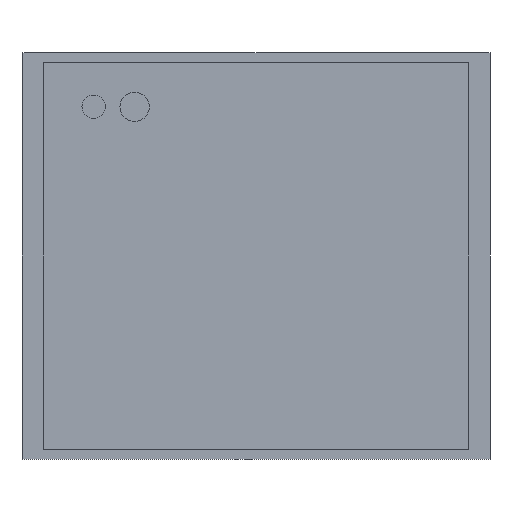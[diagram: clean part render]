
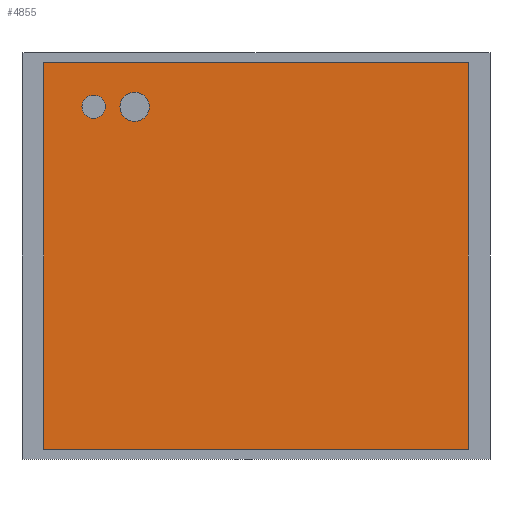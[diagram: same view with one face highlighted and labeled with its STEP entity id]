
A CAD part, front view. The second image highlights one B-rep face of the part: STEP entity #4855.
In plain terms, the highlighted planar face has unit normal (0, -1, 0).
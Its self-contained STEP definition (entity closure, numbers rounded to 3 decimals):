
#45=FACE_BOUND('',#465,.T.);
#46=FACE_BOUND('',#466,.T.);
#57=CIRCLE('',#5187,20.);
#59=CIRCLE('',#5191,25.);
#165=FACE_OUTER_BOUND('',#464,.T.);
#464=EDGE_LOOP('',(#3285,#3286,#3287,#3288));
#465=EDGE_LOOP('',(#3289));
#466=EDGE_LOOP('',(#3290));
#790=LINE('',#6932,#1438);
#792=LINE('',#6936,#1440);
#794=LINE('',#6940,#1442);
#796=LINE('',#6943,#1444);
#1438=VECTOR('',#5609,10.);
#1440=VECTOR('',#5613,10.);
#1442=VECTOR('',#5617,10.);
#1444=VECTOR('',#5621,10.);
#2052=VERTEX_POINT('',#6858);
#2054=VERTEX_POINT('',#6865);
#2075=VERTEX_POINT('',#6929);
#2076=VERTEX_POINT('',#6931);
#2077=VERTEX_POINT('',#6935);
#2078=VERTEX_POINT('',#6939);
#2513=EDGE_CURVE('',#2052,#2052,#57,.T.);
#2516=EDGE_CURVE('',#2054,#2054,#59,.T.);
#2546=EDGE_CURVE('',#2076,#2075,#790,.T.);
#2548=EDGE_CURVE('',#2077,#2076,#792,.T.);
#2550=EDGE_CURVE('',#2078,#2077,#794,.T.);
#2552=EDGE_CURVE('',#2075,#2078,#796,.T.);
#3285=ORIENTED_EDGE('',*,*,#2552,.T.);
#3286=ORIENTED_EDGE('',*,*,#2550,.T.);
#3287=ORIENTED_EDGE('',*,*,#2548,.T.);
#3288=ORIENTED_EDGE('',*,*,#2546,.T.);
#3289=ORIENTED_EDGE('',*,*,#2513,.T.);
#3290=ORIENTED_EDGE('',*,*,#2516,.T.);
#4574=PLANE('',#5208);
#4855=ADVANCED_FACE('',(#165,#45,#46),#4574,.T.);
#5187=AXIS2_PLACEMENT_3D('',#6860,#5543,#5544);
#5191=AXIS2_PLACEMENT_3D('',#6867,#5552,#5553);
#5208=AXIS2_PLACEMENT_3D('',#6944,#5622,#5623);
#5543=DIRECTION('center_axis',(0.,1.,0.));
#5544=DIRECTION('ref_axis',(1.,0.,0.));
#5552=DIRECTION('center_axis',(0.,1.,0.));
#5553=DIRECTION('ref_axis',(1.,0.,0.));
#5609=DIRECTION('',(0.,0.,-1.));
#5613=DIRECTION('',(-1.,0.,0.));
#5617=DIRECTION('',(0.,0.,1.));
#5621=DIRECTION('',(1.,0.,0.));
#5622=DIRECTION('center_axis',(0.,-1.,0.));
#5623=DIRECTION('ref_axis',(0.,0.,-1.));
#6858=CARTESIAN_POINT('',(-297.5,-370.,255.));
#6860=CARTESIAN_POINT('Origin',(-277.5,-370.,255.));
#6865=CARTESIAN_POINT('',(-232.5,-370.,255.));
#6867=CARTESIAN_POINT('Origin',(-207.5,-370.,255.));
#6929=CARTESIAN_POINT('',(-362.5,-370.,-330.));
#6931=CARTESIAN_POINT('',(-362.5,-370.,330.));
#6932=CARTESIAN_POINT('',(-362.5,-370.,-330.));
#6935=CARTESIAN_POINT('',(362.5,-370.,330.));
#6936=CARTESIAN_POINT('',(-362.5,-370.,330.));
#6939=CARTESIAN_POINT('',(362.5,-370.,-330.));
#6940=CARTESIAN_POINT('',(362.5,-370.,330.));
#6943=CARTESIAN_POINT('',(362.5,-370.,-330.));
#6944=CARTESIAN_POINT('Origin',(0.,-370.,0.));
